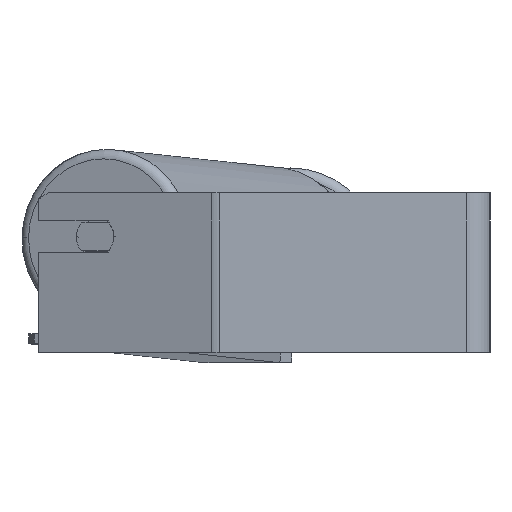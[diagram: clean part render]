
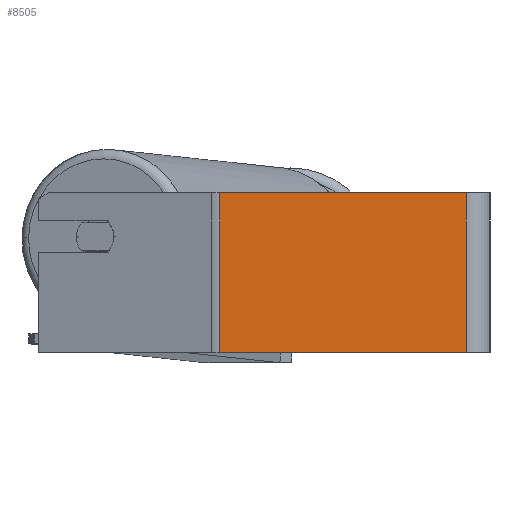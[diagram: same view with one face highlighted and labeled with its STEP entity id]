
A CAD part, left-side view. The second image highlights one B-rep face of the part: STEP entity #8505.
In plain terms, the highlighted planar face has unit normal (-1, 0, 0).
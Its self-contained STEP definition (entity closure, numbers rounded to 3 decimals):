
#374 = LINE ( 'NONE', #8829, #8408 ) ;
#1104 = VERTEX_POINT ( 'NONE', #8624 ) ;
#1302 = VECTOR ( 'NONE', #5474, 1000. ) ;
#1340 = EDGE_CURVE ( 'NONE', #6180, #7582, #3417, .T. ) ;
#1373 = EDGE_LOOP ( 'NONE', ( #8806, #8804, #8657, #7894 ) ) ;
#2375 = VERTEX_POINT ( 'NONE', #5299 ) ;
#2431 = EDGE_CURVE ( 'NONE', #2375, #6180, #6028, .T. ) ;
#2586 = DIRECTION ( 'NONE',  ( 0., -1., 0. ) ) ;
#2894 = VECTOR ( 'NONE', #3554, 1000. ) ;
#3417 = LINE ( 'NONE', #5518, #2894 ) ;
#3554 = DIRECTION ( 'NONE',  ( 0., 0., -1. ) ) ;
#3821 = DIRECTION ( 'NONE',  ( 0., 0., -1. ) ) ;
#4558 = CARTESIAN_POINT ( 'NONE',  ( -430., 137.544, 40. ) ) ;
#4784 = CARTESIAN_POINT ( 'NONE',  ( -430., 12., 40. ) ) ;
#5026 = EDGE_CURVE ( 'NONE', #1104, #7582, #374, .T. ) ;
#5299 = CARTESIAN_POINT ( 'NONE',  ( -430., 135.428, 40. ) ) ;
#5374 = DIRECTION ( 'NONE',  ( 0., 0., -1. ) ) ;
#5412 = VECTOR ( 'NONE', #5374, 1000. ) ;
#5474 = DIRECTION ( 'NONE',  ( 0., -1., 0. ) ) ;
#5518 = CARTESIAN_POINT ( 'NONE',  ( -430., 12., 40. ) ) ;
#5773 = PLANE ( 'NONE',  #7315 ) ;
#6028 = LINE ( 'NONE', #8252, #1302 ) ;
#6180 = VERTEX_POINT ( 'NONE', #4784 ) ;
#7297 = DIRECTION ( 'NONE',  ( 1., 0., 0. ) ) ;
#7315 = AXIS2_PLACEMENT_3D ( 'NONE', #4558, #7297, #3821 ) ;
#7402 = EDGE_CURVE ( 'NONE', #2375, #1104, #7516, .T. ) ;
#7516 = LINE ( 'NONE', #8887, #5412 ) ;
#7582 = VERTEX_POINT ( 'NONE', #8365 ) ;
#7894 = ORIENTED_EDGE ( 'NONE', *, *, #7402, .T. ) ;
#7920 = FACE_OUTER_BOUND ( 'NONE', #1373, .T. ) ;
#8252 = CARTESIAN_POINT ( 'NONE',  ( -430., 137.544, 40. ) ) ;
#8365 = CARTESIAN_POINT ( 'NONE',  ( -430., 12., -40. ) ) ;
#8408 = VECTOR ( 'NONE', #2586, 1000. ) ;
#8505 = ADVANCED_FACE ( 'NONE', ( #7920 ), #5773, .F. ) ;
#8624 = CARTESIAN_POINT ( 'NONE',  ( -430., 135.428, -40. ) ) ;
#8657 = ORIENTED_EDGE ( 'NONE', *, *, #2431, .F. ) ;
#8804 = ORIENTED_EDGE ( 'NONE', *, *, #1340, .F. ) ;
#8806 = ORIENTED_EDGE ( 'NONE', *, *, #5026, .T. ) ;
#8829 = CARTESIAN_POINT ( 'NONE',  ( -430., 137.544, -40. ) ) ;
#8887 = CARTESIAN_POINT ( 'NONE',  ( -430., 135.428, 40. ) ) ;
